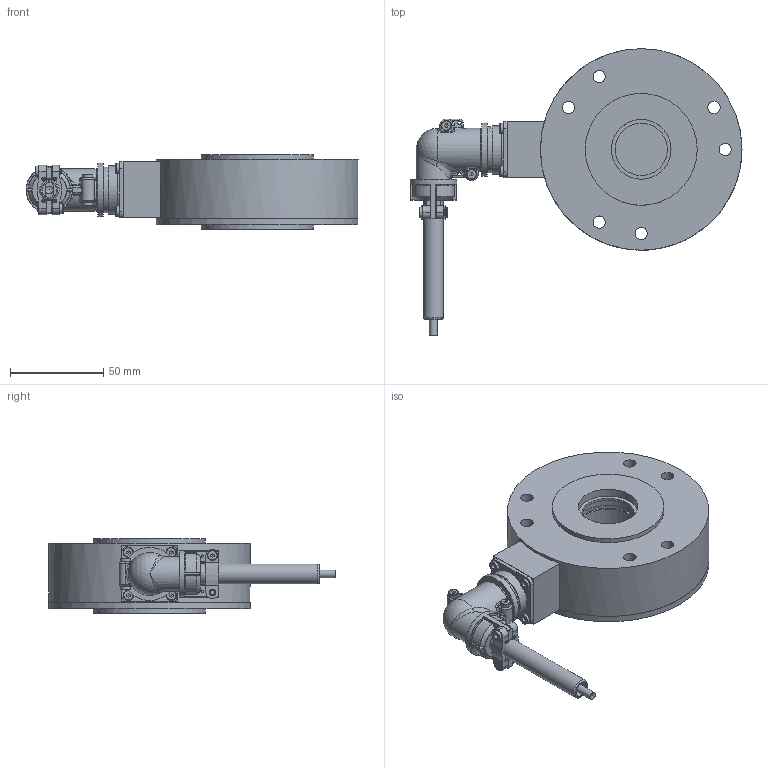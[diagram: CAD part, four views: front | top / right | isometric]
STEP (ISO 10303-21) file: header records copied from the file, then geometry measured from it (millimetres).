
FILE_DESCRIPTION (( 'STEP AP214' ), '1' );
FILE_NAME ('a_BZA1-20-100N...1000N-S STEP.STEP', '2024-09-26T05:19:10', ( '' ), ( '' ), 'SwSTEP 2.0', 'SolidWorks 2023', '' );
FILE_SCHEMA (( 'AUTOMOTIVE_DESIGN' ));
Length unit declared in the file: millimetre
Products named in the file (1): a_BZA1-20-100N...1000N-S STEP
Bounding box: 177.85 x 153.63 x 40 mm (x, y, z)
Volume: 337101.7 mm3; surface area: 107381.4 mm2
Topology: 21 solids, 26 shells, 741 faces, 1686 edges, 1009 vertices
Faces by surface type: plane 302, cylinder 242, torus 76, bspline 58, cone 34, sphere 29
Full cylindrical faces by diameter (mm): 1.3 x2, 1.5 x12, 1.8 x2, 2 x4, 2.5 x8, 3 x10, 3.5 x2, 3.9 x2, 4.2 x5, 4.5 x4, 5.5 x10, 6.6 x12, 7.9 x1, 10.6 x1, 11.2 x1, 13 x2, 13.8 x1, 15.54 x1, 16.5 x1, 17.5 x2, 18.5 x1, 19.5 x1, 20 x1, 22 x2, 24 x1, 24.5 x2, 25 x1, 26 x1, 28 x1, 28.5 x1
Entity records: 21919 total; most frequent: CARTESIAN_POINT 6155, DIRECTION 3334, ORIENTED_EDGE 2874, EDGE_CURVE 1437, AXIS2_PLACEMENT_3D 1356, EDGE_LOOP 1018, VERTEX_POINT 949, FACE_OUTER_BOUND 876
